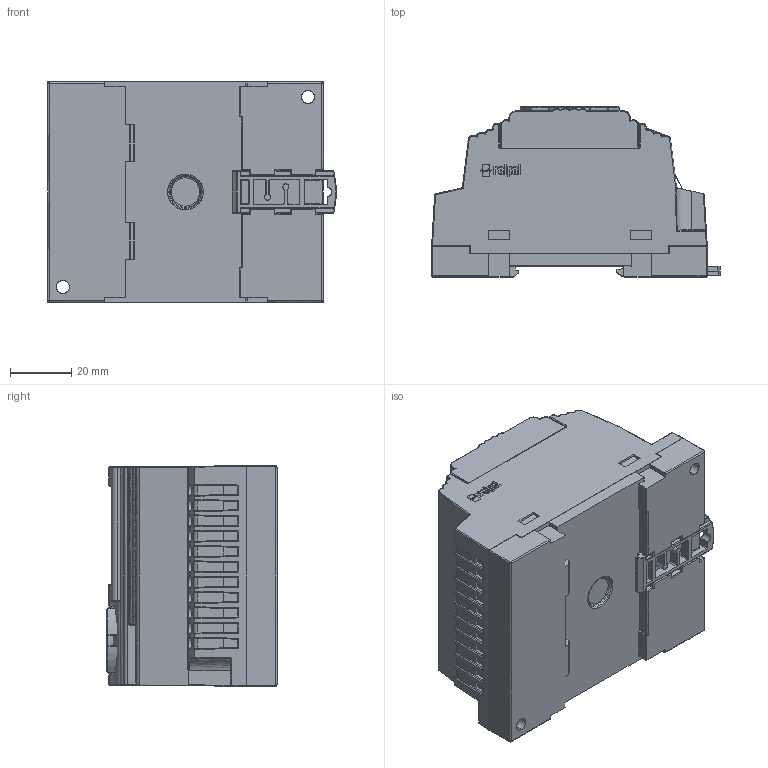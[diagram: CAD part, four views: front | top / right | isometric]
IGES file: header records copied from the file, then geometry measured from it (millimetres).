
Start section: SolidWorks IGES file using analytic representation for surfaces
Global section: file name: NEED 08-4 z wyœwietlaczem.IGS; native system: SolidWorks 2016; preprocessor: SolidWorks 2016; author: pikusl; date: 160520.114638; units: millimetre
Bounding box: 94.28 x 55.5 x 72.04 mm (x, y, z)
Surface area: 43992.7 mm2 (no closed solid volume)
Topology: 0 solids, 0 shells, 2761 faces, 28466 edges, 28414 vertices
Faces by surface type: bspline 1998, revolution 763
